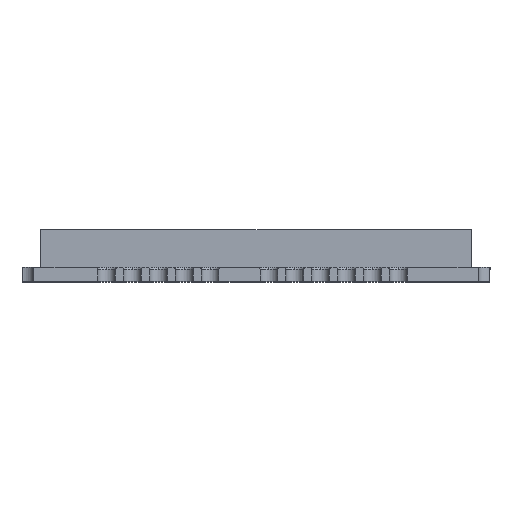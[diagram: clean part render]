
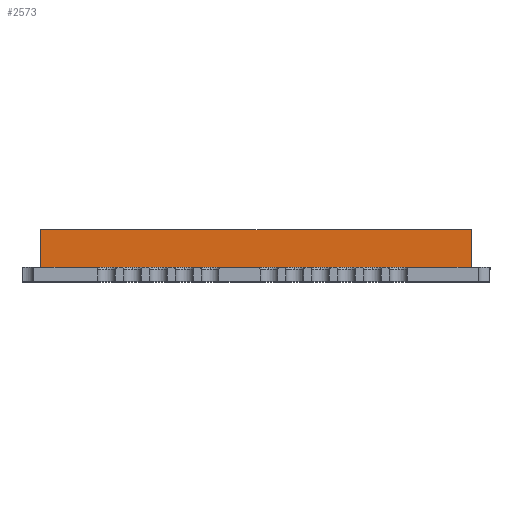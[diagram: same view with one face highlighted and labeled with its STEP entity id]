
A CAD part, top view. The second image highlights one B-rep face of the part: STEP entity #2573.
In plain terms, the highlighted planar face has unit normal (0, 0, 1).
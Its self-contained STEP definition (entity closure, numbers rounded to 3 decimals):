
#132 = DIRECTION ( 'NONE',  ( 0., -1., 0. ) ) ;
#509 = FACE_OUTER_BOUND ( 'NONE', #5334, .T. ) ;
#829 = CARTESIAN_POINT ( 'NONE',  ( 19.1, 2.2, -0.8 ) ) ;
#900 = DIRECTION ( 'NONE',  ( 1., 0., 0. ) ) ;
#920 = ORIENTED_EDGE ( 'NONE', *, *, #2215, .T. ) ;
#1081 = VERTEX_POINT ( 'NONE', #8888 ) ;
#1486 = LINE ( 'NONE', #8357, #7190 ) ;
#2215 = EDGE_CURVE ( 'NONE', #2643, #8692, #3189, .T. ) ;
#2249 = EDGE_CURVE ( 'NONE', #8692, #4244, #4331, .T. ) ;
#2573 = ADVANCED_FACE ( 'NONE', ( #509 ), #8053, .F. ) ;
#2643 = VERTEX_POINT ( 'NONE', #4529 ) ;
#2843 = CARTESIAN_POINT ( 'NONE',  ( 0.8, 2.2, -0.8 ) ) ;
#3184 = CARTESIAN_POINT ( 'NONE',  ( 0.8, 2.2, -0.8 ) ) ;
#3189 = LINE ( 'NONE', #3184, #8377 ) ;
#4244 = VERTEX_POINT ( 'NONE', #5881 ) ;
#4331 = LINE ( 'NONE', #9214, #6101 ) ;
#4397 = DIRECTION ( 'NONE',  ( 0., 0., -1. ) ) ;
#4529 = CARTESIAN_POINT ( 'NONE',  ( 0.8, 2.2, -0.8 ) ) ;
#5334 = EDGE_LOOP ( 'NONE', ( #5919, #8118, #6023, #920 ) ) ;
#5522 = VECTOR ( 'NONE', #6834, 1000. ) ;
#5750 = LINE ( 'NONE', #829, #5522 ) ;
#5881 = CARTESIAN_POINT ( 'NONE',  ( 19.1, 0.6, -0.8 ) ) ;
#5919 = ORIENTED_EDGE ( 'NONE', *, *, #2249, .T. ) ;
#6023 = ORIENTED_EDGE ( 'NONE', *, *, #6824, .F. ) ;
#6101 = VECTOR ( 'NONE', #900, 1000. ) ;
#6573 = AXIS2_PLACEMENT_3D ( 'NONE', #2843, #4397, #8192 ) ;
#6824 = EDGE_CURVE ( 'NONE', #2643, #1081, #1486, .T. ) ;
#6834 = DIRECTION ( 'NONE',  ( 0., -1., 0. ) ) ;
#7190 = VECTOR ( 'NONE', #7525, 1000. ) ;
#7372 = EDGE_CURVE ( 'NONE', #1081, #4244, #5750, .T. ) ;
#7525 = DIRECTION ( 'NONE',  ( 1., 0., 0. ) ) ;
#7546 = CARTESIAN_POINT ( 'NONE',  ( 0.8, 0.6, -0.8 ) ) ;
#8053 = PLANE ( 'NONE',  #6573 ) ;
#8118 = ORIENTED_EDGE ( 'NONE', *, *, #7372, .F. ) ;
#8192 = DIRECTION ( 'NONE',  ( -1., 0., 0. ) ) ;
#8357 = CARTESIAN_POINT ( 'NONE',  ( 0.8, 2.2, -0.8 ) ) ;
#8377 = VECTOR ( 'NONE', #132, 1000. ) ;
#8692 = VERTEX_POINT ( 'NONE', #7546 ) ;
#8888 = CARTESIAN_POINT ( 'NONE',  ( 19.1, 2.2, -0.8 ) ) ;
#9214 = CARTESIAN_POINT ( 'NONE',  ( 0.8, 0.6, -0.8 ) ) ;
